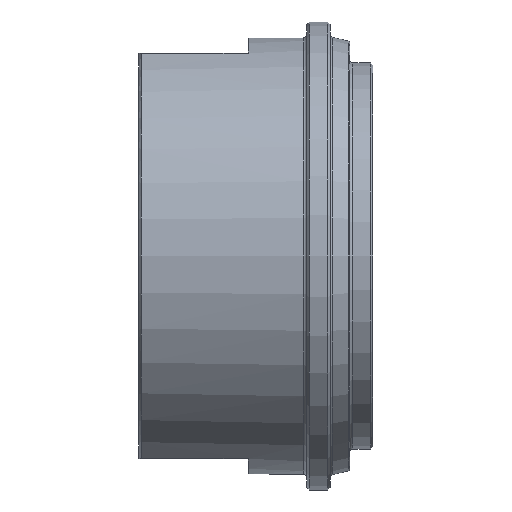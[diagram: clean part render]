
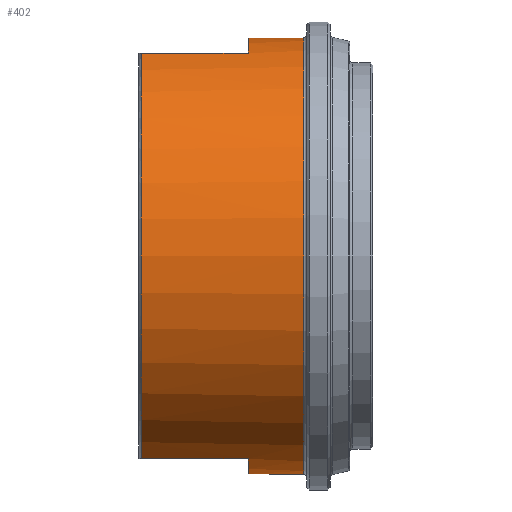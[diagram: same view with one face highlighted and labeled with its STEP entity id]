
A CAD part, front view. The second image highlights one B-rep face of the part: STEP entity #402.
In plain terms, the highlighted cylindrical face has radius 28 mm (diameter 56 mm), a full revolution.
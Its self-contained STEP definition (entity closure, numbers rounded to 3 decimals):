
#15=CYLINDRICAL_SURFACE('',#460,28.);
#36=CIRCLE('',#440,28.);
#37=CIRCLE('',#443,28.);
#41=CIRCLE('',#449,28.);
#42=CIRCLE('',#451,28.);
#43=CIRCLE('',#452,28.);
#44=CIRCLE('',#454,28.);
#47=CIRCLE('',#457,28.);
#82=FACE_OUTER_BOUND('',#109,.T.);
#109=EDGE_LOOP('',(#303,#304,#305,#306,#307,#308,#309,#310,#311,#312,#313,
#314,#315));
#128=LINE('',#652,#146);
#130=LINE('',#656,#148);
#132=LINE('',#671,#150);
#134=LINE('',#675,#152);
#136=LINE('',#706,#154);
#146=VECTOR('',#504,10.);
#148=VECTOR('',#506,10.);
#150=VECTOR('',#514,10.);
#152=VECTOR('',#516,10.);
#154=VECTOR('',#556,28.);
#168=VERTEX_POINT('',#646);
#170=VERTEX_POINT('',#651);
#171=VERTEX_POINT('',#653);
#172=VERTEX_POINT('',#655);
#174=VERTEX_POINT('',#665);
#176=VERTEX_POINT('',#670);
#177=VERTEX_POINT('',#672);
#178=VERTEX_POINT('',#674);
#181=VERTEX_POINT('',#691);
#182=VERTEX_POINT('',#695);
#183=VERTEX_POINT('',#696);
#208=EDGE_CURVE('',#170,#168,#128,.T.);
#210=EDGE_CURVE('',#172,#171,#130,.T.);
#213=EDGE_CURVE('',#171,#170,#36,.T.);
#215=EDGE_CURVE('',#176,#174,#132,.T.);
#217=EDGE_CURVE('',#178,#177,#134,.T.);
#220=EDGE_CURVE('',#177,#176,#37,.T.);
#224=EDGE_CURVE('',#172,#174,#41,.T.);
#225=EDGE_CURVE('',#178,#181,#42,.T.);
#226=EDGE_CURVE('',#181,#168,#43,.T.);
#227=EDGE_CURVE('',#182,#183,#44,.T.);
#230=EDGE_CURVE('',#183,#182,#47,.T.);
#232=EDGE_CURVE('',#182,#181,#136,.T.);
#303=ORIENTED_EDGE('',*,*,#227,.F.);
#304=ORIENTED_EDGE('',*,*,#232,.T.);
#305=ORIENTED_EDGE('',*,*,#225,.F.);
#306=ORIENTED_EDGE('',*,*,#217,.T.);
#307=ORIENTED_EDGE('',*,*,#220,.T.);
#308=ORIENTED_EDGE('',*,*,#215,.T.);
#309=ORIENTED_EDGE('',*,*,#224,.F.);
#310=ORIENTED_EDGE('',*,*,#210,.T.);
#311=ORIENTED_EDGE('',*,*,#213,.T.);
#312=ORIENTED_EDGE('',*,*,#208,.T.);
#313=ORIENTED_EDGE('',*,*,#226,.F.);
#314=ORIENTED_EDGE('',*,*,#232,.F.);
#315=ORIENTED_EDGE('',*,*,#230,.F.);
#402=ADVANCED_FACE('',(#82),#15,.T.);
#440=AXIS2_PLACEMENT_3D('',#663,#510,#511);
#443=AXIS2_PLACEMENT_3D('',#682,#520,#521);
#449=AXIS2_PLACEMENT_3D('',#689,#532,#533);
#451=AXIS2_PLACEMENT_3D('',#692,#536,#537);
#452=AXIS2_PLACEMENT_3D('',#693,#538,#539);
#454=AXIS2_PLACEMENT_3D('',#697,#542,#543);
#457=AXIS2_PLACEMENT_3D('',#701,#548,#549);
#460=AXIS2_PLACEMENT_3D('',#705,#554,#555);
#504=DIRECTION('',(-1.,0.,0.));
#506=DIRECTION('',(1.,0.,0.));
#510=DIRECTION('center_axis',(1.,0.,0.));
#511=DIRECTION('ref_axis',(0.,1.,0.));
#514=DIRECTION('',(-1.,0.,0.));
#516=DIRECTION('',(1.,0.,0.));
#520=DIRECTION('center_axis',(1.,0.,0.));
#521=DIRECTION('ref_axis',(0.,1.,0.));
#532=DIRECTION('center_axis',(-1.,0.,0.));
#533=DIRECTION('ref_axis',(0.,-1.,0.));
#536=DIRECTION('center_axis',(-1.,0.,0.));
#537=DIRECTION('ref_axis',(0.,-1.,0.));
#538=DIRECTION('center_axis',(-1.,0.,0.));
#539=DIRECTION('ref_axis',(0.,-1.,0.));
#542=DIRECTION('center_axis',(1.,0.,0.));
#543=DIRECTION('ref_axis',(0.,-1.,0.));
#548=DIRECTION('center_axis',(1.,0.,0.));
#549=DIRECTION('ref_axis',(0.,-1.,0.));
#554=DIRECTION('center_axis',(1.,0.,0.));
#555=DIRECTION('ref_axis',(0.,1.,0.));
#556=DIRECTION('',(-1.,0.,0.));
#646=CARTESIAN_POINT('',(-29.7,-10.392,26.));
#651=CARTESIAN_POINT('',(-16.,-10.392,26.));
#652=CARTESIAN_POINT('',(-19.25,-10.392,26.));
#653=CARTESIAN_POINT('',(-16.,10.392,26.));
#655=CARTESIAN_POINT('',(-29.7,10.392,26.));
#656=CARTESIAN_POINT('',(-19.25,10.392,26.));
#663=CARTESIAN_POINT('Origin',(-16.,0.,0.));
#665=CARTESIAN_POINT('',(-29.7,10.392,-26.));
#670=CARTESIAN_POINT('',(-16.,10.392,-26.));
#671=CARTESIAN_POINT('',(-19.25,10.392,-26.));
#672=CARTESIAN_POINT('',(-16.,-10.392,-26.));
#674=CARTESIAN_POINT('',(-29.7,-10.392,-26.));
#675=CARTESIAN_POINT('',(-19.25,-10.392,-26.));
#682=CARTESIAN_POINT('Origin',(-16.,0.,0.));
#689=CARTESIAN_POINT('Origin',(-29.7,0.,0.));
#691=CARTESIAN_POINT('',(-29.7,-28.,0.));
#692=CARTESIAN_POINT('Origin',(-29.7,0.,0.));
#693=CARTESIAN_POINT('Origin',(-29.7,0.,0.));
#695=CARTESIAN_POINT('',(-8.9,-28.,0.));
#696=CARTESIAN_POINT('',(-8.9,0.,28.));
#697=CARTESIAN_POINT('Origin',(-8.9,0.,0.));
#701=CARTESIAN_POINT('Origin',(-8.9,0.,0.));
#705=CARTESIAN_POINT('Origin',(-19.25,0.,0.));
#706=CARTESIAN_POINT('',(-19.25,-28.,0.));
